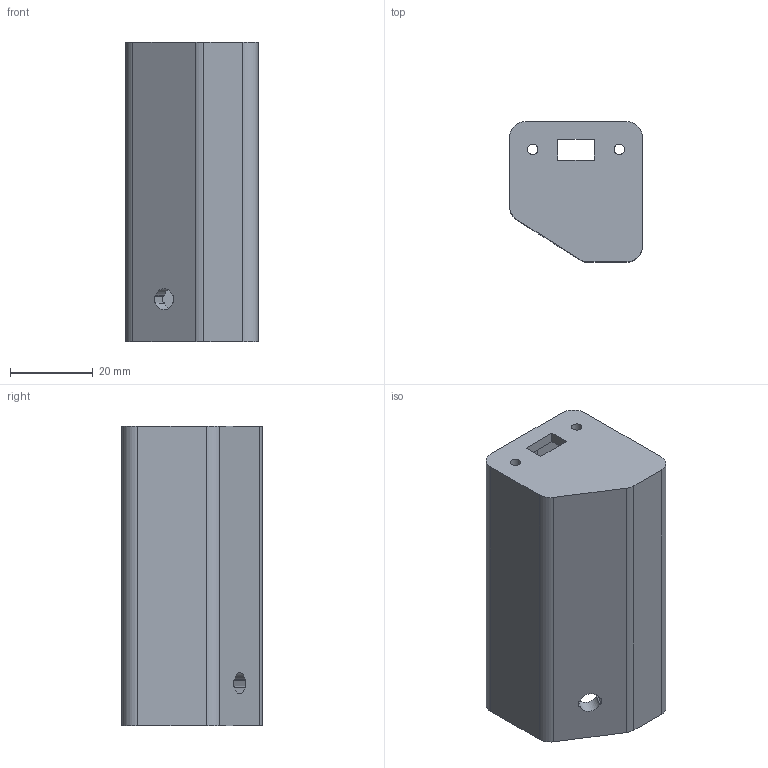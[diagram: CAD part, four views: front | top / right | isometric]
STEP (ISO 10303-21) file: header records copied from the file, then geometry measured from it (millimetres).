
FILE_DESCRIPTION(/* description */ (''),/* implementation_level */ '2;1');
FILE_NAME(/* name */ 'holder.step',/* time_stamp */ '2023-07-25T14:55:04-07:00',/* author */ (''),/* organization */ (''),/* preprocessor_version */ 'ST-DEVELOPER v20',/* originating_system */ 'Autodesk Translation Framework v12.9.0.99',/* authorisation */ '');
FILE_SCHEMA (('AUTOMOTIVE_DESIGN { 1 0 10303 214 3 1 1 }'));
Length unit declared in the file: inch
Products named in the file (1): holder
Bounding box: 32.13 x 33.92 x 72.39 mm (x, y, z)
Volume: 33664.1 mm3; surface area: 18503.3 mm2
Topology: 1 solids, 1 shells, 51 faces, 144 edges, 96 vertices
Faces by surface type: plane 35, cylinder 16
Full cylindrical faces by diameter (mm): 2.54 x2
Entity records: 1701 total; most frequent: CARTESIAN_POINT 292, ORIENTED_EDGE 288, DIRECTION 280, EDGE_CURVE 144, LINE 112, VECTOR 112, VERTEX_POINT 96, AXIS2_PLACEMENT_3D 84
